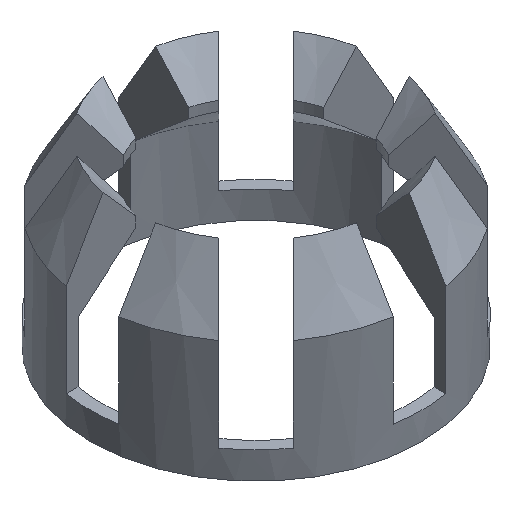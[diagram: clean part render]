
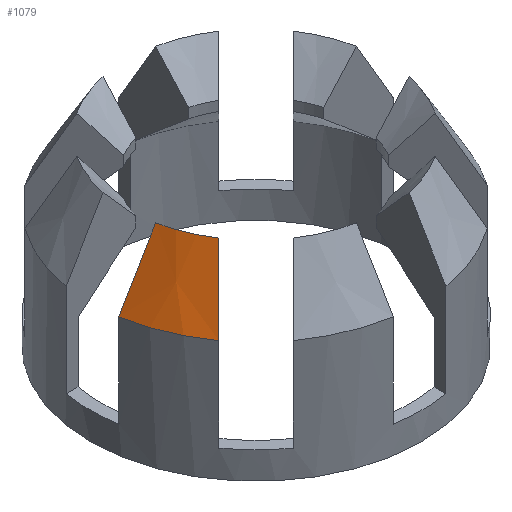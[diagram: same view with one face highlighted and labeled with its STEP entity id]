
A CAD part, isometric view. The second image highlights one B-rep face of the part: STEP entity #1079.
In plain terms, the highlighted conical face has half-angle 30 degrees and reference radius 7.571 mm.
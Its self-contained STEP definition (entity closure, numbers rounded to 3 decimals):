
#30=CONICAL_SURFACE('',#1158,7.57,30.);
#70=CIRCLE('',#1159,6.641);
#71=CIRCLE('',#1160,8.5);
#133=FACE_OUTER_BOUND('',#192,.T.);
#192=EDGE_LOOP('',(#825,#826,#827,#828));
#245=(
BOUNDED_CURVE()
B_SPLINE_CURVE(2,(#1637,#1638,#1639),.UNSPECIFIED.,.F.,.F.)
B_SPLINE_CURVE_WITH_KNOTS((3,3),(0.,0.373),.UNSPECIFIED.)
CURVE()
GEOMETRIC_REPRESENTATION_ITEM()
RATIONAL_B_SPLINE_CURVE((1.,1.008,1.))
REPRESENTATION_ITEM('')
);
#267=(
BOUNDED_CURVE()
B_SPLINE_CURVE(2,(#1818,#1819,#1820),.UNSPECIFIED.,.F.,.F.)
B_SPLINE_CURVE_WITH_KNOTS((3,3),(0.,0.373),.UNSPECIFIED.)
CURVE()
GEOMETRIC_REPRESENTATION_ITEM()
RATIONAL_B_SPLINE_CURVE((1.,1.008,1.))
REPRESENTATION_ITEM('')
);
#436=VERTEX_POINT('',#1621);
#441=VERTEX_POINT('',#1633);
#495=VERTEX_POINT('',#1815);
#496=VERTEX_POINT('',#1817);
#555=EDGE_CURVE('',#436,#441,#245,.T.);
#622=EDGE_CURVE('',#496,#495,#267,.T.);
#638=EDGE_CURVE('',#441,#496,#70,.T.);
#639=EDGE_CURVE('',#436,#495,#71,.T.);
#825=ORIENTED_EDGE('',*,*,#555,.T.);
#826=ORIENTED_EDGE('',*,*,#638,.T.);
#827=ORIENTED_EDGE('',*,*,#622,.T.);
#828=ORIENTED_EDGE('',*,*,#639,.F.);
#1079=ADVANCED_FACE('',(#133),#30,.T.);
#1158=AXIS2_PLACEMENT_3D('',#1861,#1374,#1375);
#1159=AXIS2_PLACEMENT_3D('',#1862,#1376,#1377);
#1160=AXIS2_PLACEMENT_3D('',#1863,#1378,#1379);
#1374=DIRECTION('center_axis',(0.,0.,-1.));
#1375=DIRECTION('ref_axis',(-1.,0.,0.));
#1376=DIRECTION('center_axis',(0.,0.,-1.));
#1377=DIRECTION('ref_axis',(1.,0.,0.));
#1378=DIRECTION('center_axis',(0.,0.,-1.));
#1379=DIRECTION('ref_axis',(1.,0.,0.));
#1621=CARTESIAN_POINT('',(-6.889,-4.98,1.93));
#1633=CARTESIAN_POINT('',(-5.552,-3.643,5.15));
#1637=CARTESIAN_POINT('Ctrl Pts',(-6.889,-4.98,1.93));
#1638=CARTESIAN_POINT('Ctrl Pts',(-6.139,-4.229,3.744));
#1639=CARTESIAN_POINT('Ctrl Pts',(-5.552,-3.643,5.15));
#1815=CARTESIAN_POINT('',(-8.392,-1.35,1.93));
#1817=CARTESIAN_POINT('',(-6.502,-1.35,5.15));
#1818=CARTESIAN_POINT('Ctrl Pts',(-6.502,-1.35,5.15));
#1819=CARTESIAN_POINT('Ctrl Pts',(-7.331,-1.35,3.744));
#1820=CARTESIAN_POINT('Ctrl Pts',(-8.392,-1.35,1.93));
#1861=CARTESIAN_POINT('Origin',(0.,0.,3.54));
#1862=CARTESIAN_POINT('Origin',(0.,0.,5.15));
#1863=CARTESIAN_POINT('Origin',(0.,0.,1.93));
